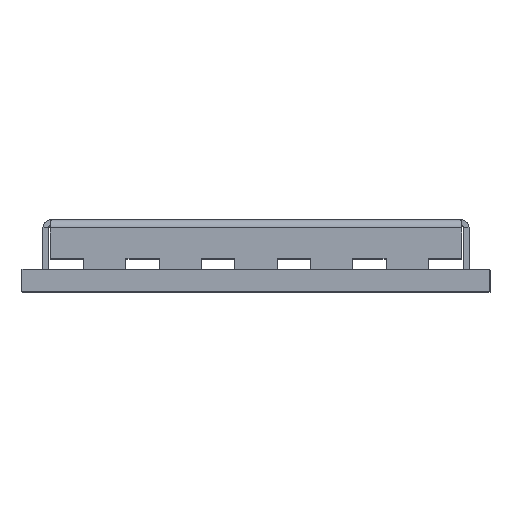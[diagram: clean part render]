
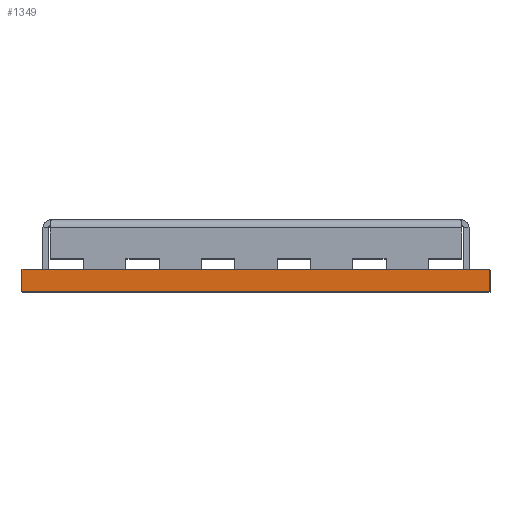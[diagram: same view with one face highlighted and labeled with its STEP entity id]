
A CAD part, top view. The second image highlights one B-rep face of the part: STEP entity #1349.
In plain terms, the highlighted face is planar.
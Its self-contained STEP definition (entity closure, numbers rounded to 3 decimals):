
#209 = VERTEX_POINT ( 'NONE', #6502 ) ;
#1349 = ADVANCED_FACE ( 'NONE', ( #33708 ), #17445, .F. ) ;
#3224 = CARTESIAN_POINT ( 'NONE',  ( 11., 0.8, 8.5 ) ) ;
#3537 = AXIS2_PLACEMENT_3D ( 'NONE', #21058, #23780, #29327 ) ;
#4419 = EDGE_CURVE ( 'NONE', #209, #6617, #25000, .T. ) ;
#5764 = CARTESIAN_POINT ( 'NONE',  ( 11., 0.8, -8.5 ) ) ;
#6502 = CARTESIAN_POINT ( 'NONE',  ( 11., 0.8, 8.5 ) ) ;
#6617 = VERTEX_POINT ( 'NONE', #7825 ) ;
#7825 = CARTESIAN_POINT ( 'NONE',  ( 11., 0.8, -8.5 ) ) ;
#8792 = ORIENTED_EDGE ( 'NONE', *, *, #19970, .T. ) ;
#8946 = VECTOR ( 'NONE', #23205, 1000. ) ;
#8986 = VECTOR ( 'NONE', #11379, 1000. ) ;
#11379 = DIRECTION ( 'NONE',  ( 0., 0., -1. ) ) ;
#11941 = EDGE_CURVE ( 'NONE', #6617, #33363, #31887, .T. ) ;
#13064 = VECTOR ( 'NONE', #18921, 1000. ) ;
#14604 = LINE ( 'NONE', #32106, #14714 ) ;
#14714 = VECTOR ( 'NONE', #31866, 1000. ) ;
#17121 = CARTESIAN_POINT ( 'NONE',  ( 11., 0., 8.5 ) ) ;
#17445 = PLANE ( 'NONE',  #3537 ) ;
#18307 = ORIENTED_EDGE ( 'NONE', *, *, #11941, .F. ) ;
#18921 = DIRECTION ( 'NONE',  ( 0., 0., -1. ) ) ;
#19970 = EDGE_CURVE ( 'NONE', #35012, #33363, #32736, .T. ) ;
#21058 = CARTESIAN_POINT ( 'NONE',  ( 11., 0.8, 8.5 ) ) ;
#23157 = CARTESIAN_POINT ( 'NONE',  ( 11., 0., 8.5 ) ) ;
#23205 = DIRECTION ( 'NONE',  ( 0., -1., 0. ) ) ;
#23543 = ORIENTED_EDGE ( 'NONE', *, *, #23683, .T. ) ;
#23683 = EDGE_CURVE ( 'NONE', #209, #35012, #14604, .T. ) ;
#23780 = DIRECTION ( 'NONE',  ( -1., 0., 0. ) ) ;
#25000 = LINE ( 'NONE', #3224, #13064 ) ;
#29327 = DIRECTION ( 'NONE',  ( 0., 0., 1. ) ) ;
#30010 = EDGE_LOOP ( 'NONE', ( #8792, #18307, #30381, #23543 ) ) ;
#30381 = ORIENTED_EDGE ( 'NONE', *, *, #4419, .F. ) ;
#31866 = DIRECTION ( 'NONE',  ( 0., -1., 0. ) ) ;
#31887 = LINE ( 'NONE', #5764, #8946 ) ;
#32106 = CARTESIAN_POINT ( 'NONE',  ( 11., 0.8, 8.5 ) ) ;
#32736 = LINE ( 'NONE', #17121, #8986 ) ;
#33363 = VERTEX_POINT ( 'NONE', #35527 ) ;
#33708 = FACE_OUTER_BOUND ( 'NONE', #30010, .T. ) ;
#35012 = VERTEX_POINT ( 'NONE', #23157 ) ;
#35527 = CARTESIAN_POINT ( 'NONE',  ( 11., 0., -8.5 ) ) ;
